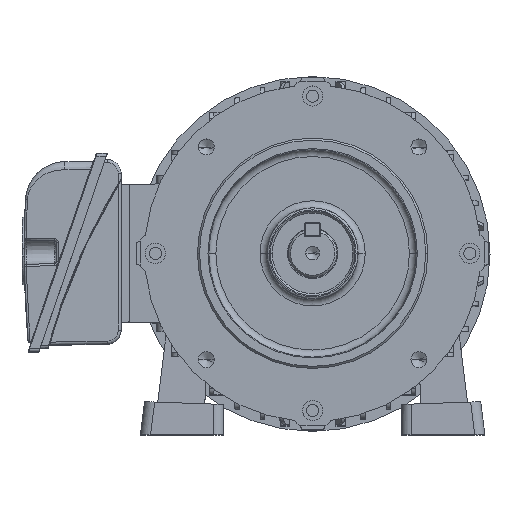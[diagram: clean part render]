
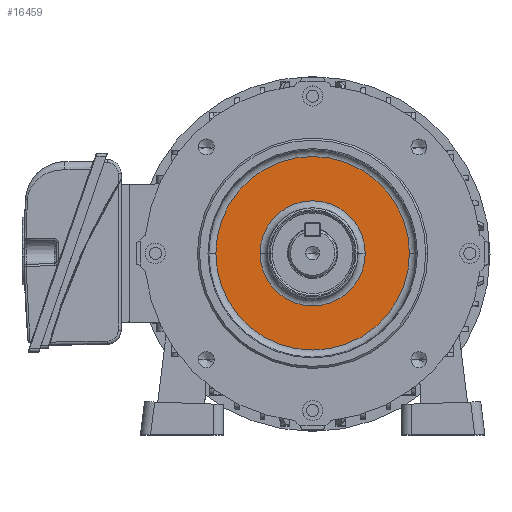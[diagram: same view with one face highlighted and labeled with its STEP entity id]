
A CAD part, top view. The second image highlights one B-rep face of the part: STEP entity #16459.
In plain terms, the highlighted planar face has unit normal (0, 0, 1).
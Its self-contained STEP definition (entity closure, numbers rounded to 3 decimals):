
#201 = DIRECTION ( 'NONE',  ( 0., 0., 1. ) ) ;
#254 = PLANE ( 'NONE',  #42261 ) ;
#512 = VERTEX_POINT ( 'NONE', #34202 ) ;
#762 = ORIENTED_EDGE ( 'NONE', *, *, #13211, .F. ) ;
#1735 = EDGE_CURVE ( 'NONE', #512, #8026, #33824, .T. ) ;
#3870 = DIRECTION ( 'NONE',  ( 1., 0., 0. ) ) ;
#5716 = DIRECTION ( 'NONE',  ( 0., 0., 1. ) ) ;
#7118 = DIRECTION ( 'NONE',  ( 0., 0., 1. ) ) ;
#8026 = VERTEX_POINT ( 'NONE', #33466 ) ;
#8103 = DIRECTION ( 'NONE',  ( 0., 0., 1. ) ) ;
#8215 = FACE_BOUND ( 'NONE', #31622, .T. ) ;
#12903 = VERTEX_POINT ( 'NONE', #23652 ) ;
#13211 = EDGE_CURVE ( 'NONE', #8026, #512, #29365, .T. ) ;
#13659 = CIRCLE ( 'NONE', #40793, 48.018 ) ;
#13955 = CARTESIAN_POINT ( 'NONE',  ( 0., 0., 0. ) ) ;
#16360 = CARTESIAN_POINT ( 'NONE',  ( 0., 0., 0. ) ) ;
#16459 = ADVANCED_FACE ( 'NONE', ( #8215, #20447 ), #254, .F. ) ;
#16477 = CARTESIAN_POINT ( 'NONE',  ( 0., 26.083, 0. ) ) ;
#17786 = DIRECTION ( 'NONE',  ( 0., 0., -1. ) ) ;
#19278 = ORIENTED_EDGE ( 'NONE', *, *, #37863, .T. ) ;
#19361 = CARTESIAN_POINT ( 'NONE',  ( 0., 0., 0. ) ) ;
#20447 = FACE_OUTER_BOUND ( 'NONE', #41435, .T. ) ;
#23343 = DIRECTION ( 'NONE',  ( 1., 0., 0. ) ) ;
#23652 = CARTESIAN_POINT ( 'NONE',  ( 48.018, 0., 0. ) ) ;
#25220 = DIRECTION ( 'NONE',  ( -1., 0., 0. ) ) ;
#29365 = CIRCLE ( 'NONE', #42908, 26.083 ) ;
#31075 = CARTESIAN_POINT ( 'NONE',  ( -48.018, 0., 0. ) ) ;
#31622 = EDGE_LOOP ( 'NONE', ( #762, #39695 ) ) ;
#32881 = CARTESIAN_POINT ( 'NONE',  ( 0., 0., 0. ) ) ;
#33466 = CARTESIAN_POINT ( 'NONE',  ( 26.083, 0., 0. ) ) ;
#33824 = CIRCLE ( 'NONE', #37217, 26.083 ) ;
#34202 = CARTESIAN_POINT ( 'NONE',  ( -26.083, 0., 0. ) ) ;
#36333 = CIRCLE ( 'NONE', #41402, 48.018 ) ;
#37217 = AXIS2_PLACEMENT_3D ( 'NONE', #13955, #5716, #42357 ) ;
#37863 = EDGE_CURVE ( 'NONE', #12903, #38370, #36333, .T. ) ;
#38370 = VERTEX_POINT ( 'NONE', #31075 ) ;
#39695 = ORIENTED_EDGE ( 'NONE', *, *, #1735, .F. ) ;
#40793 = AXIS2_PLACEMENT_3D ( 'NONE', #32881, #201, #44565 ) ;
#41402 = AXIS2_PLACEMENT_3D ( 'NONE', #16360, #8103, #3870 ) ;
#41435 = EDGE_LOOP ( 'NONE', ( #19278, #49628 ) ) ;
#41924 = EDGE_CURVE ( 'NONE', #38370, #12903, #13659, .T. ) ;
#42261 = AXIS2_PLACEMENT_3D ( 'NONE', #16477, #17786, #25220 ) ;
#42357 = DIRECTION ( 'NONE',  ( 1., 0., 0. ) ) ;
#42908 = AXIS2_PLACEMENT_3D ( 'NONE', #19361, #7118, #23343 ) ;
#44565 = DIRECTION ( 'NONE',  ( 1., 0., 0. ) ) ;
#49628 = ORIENTED_EDGE ( 'NONE', *, *, #41924, .T. ) ;
